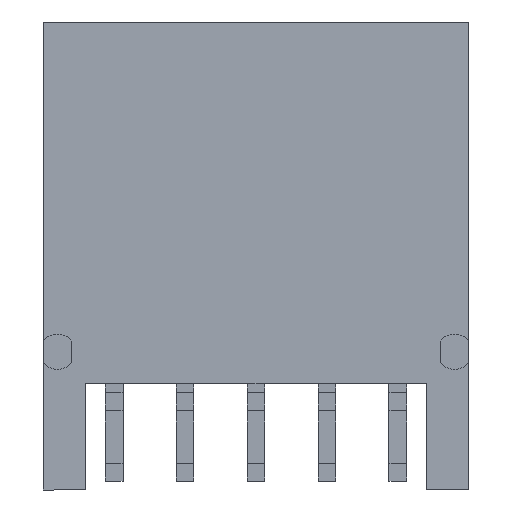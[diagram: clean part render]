
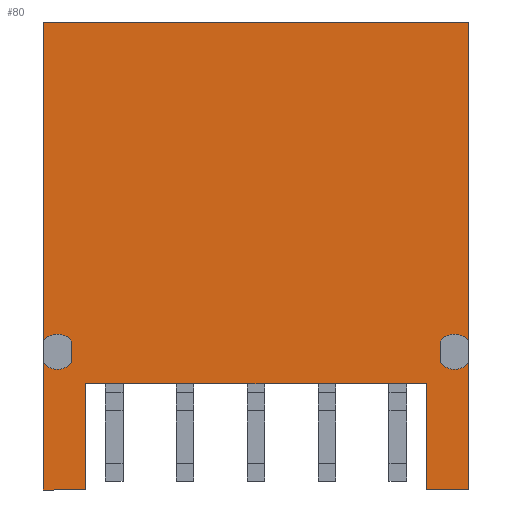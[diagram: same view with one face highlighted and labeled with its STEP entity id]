
A CAD part, front view. The second image highlights one B-rep face of the part: STEP entity #80.
In plain terms, the highlighted planar face has unit normal (0, -1, 0).
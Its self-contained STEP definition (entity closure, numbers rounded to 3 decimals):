
#12 = EDGE_CURVE ( 'NONE', #7511, #7386, #5044, .T. ) ;
#31 = VERTEX_POINT ( 'NONE', #5161 ) ;
#41 = ORIENTED_EDGE ( 'NONE', *, *, #46, .F. ) ;
#42 = ORIENTED_EDGE ( 'NONE', *, *, #7444, .F. ) ;
#43 = VERTEX_POINT ( 'NONE', #5147 ) ;
#46 = EDGE_CURVE ( 'NONE', #43, #7511, #5146, .T. ) ;
#47 = EDGE_CURVE ( 'NONE', #52, #61, #5142, .T. ) ;
#48 = ORIENTED_EDGE ( 'NONE', *, *, #7249, .T. ) ;
#49 = ORIENTED_EDGE ( 'NONE', *, *, #56, .T. ) ;
#50 = EDGE_CURVE ( 'NONE', #52, #7450, #5196, .T. ) ;
#51 = ORIENTED_EDGE ( 'NONE', *, *, #47, .F. ) ;
#52 = VERTEX_POINT ( 'NONE', #5192 ) ;
#54 = ORIENTED_EDGE ( 'NONE', *, *, #50, .T. ) ;
#55 = ORIENTED_EDGE ( 'NONE', *, *, #82, .T. ) ;
#56 = EDGE_CURVE ( 'NONE', #31, #61, #5191, .T. ) ;
#57 = ORIENTED_EDGE ( 'NONE', *, *, #7426, .F. ) ;
#61 = VERTEX_POINT ( 'NONE', #5183 ) ;
#67 = ORIENTED_EDGE ( 'NONE', *, *, #3803, .T. ) ;
#74 = EDGE_LOOP ( 'NONE', ( #67, #55, #48, #49, #51, #54, #57, #87, #88, #89, #7404, #7396, #7273, #7260, #41, #42 ) ) ;
#80 = ADVANCED_FACE ( 'NONE', ( #5275 ), #5261, .T. ) ;
#82 = EDGE_CURVE ( 'NONE', #3929, #7246, #5255, .T. ) ;
#87 = ORIENTED_EDGE ( 'NONE', *, *, #3796, .T. ) ;
#88 = ORIENTED_EDGE ( 'NONE', *, *, #7181, .T. ) ;
#89 = ORIENTED_EDGE ( 'NONE', *, *, #7493, .F. ) ;
#2922 = DIRECTION ( 'NONE',  ( -1., 0., 0. ) ) ;
#2923 = VECTOR ( 'NONE', #2922, 1000. ) ;
#2924 = CARTESIAN_POINT ( 'NONE',  ( 6., 0., 5.1 ) ) ;
#2925 = LINE ( 'NONE', #2924, #2923 ) ;
#2926 = CARTESIAN_POINT ( 'NONE',  ( 6., 0., 5.1 ) ) ;
#2977 = CARTESIAN_POINT ( 'NONE',  ( -6., 0., 5.1 ) ) ;
#3121 = DIRECTION ( 'NONE',  ( 1., 0., 0. ) ) ;
#3122 = VECTOR ( 'NONE', #3121, 1000. ) ;
#3123 = CARTESIAN_POINT ( 'NONE',  ( 6., 0., -8.1 ) ) ;
#3124 = LINE ( 'NONE', #3123, #3122 ) ;
#3129 = CARTESIAN_POINT ( 'NONE',  ( 4.8, 0., -8.1 ) ) ;
#3297 = CARTESIAN_POINT ( 'NONE',  ( -5.2, 0., -4.5 ) ) ;
#3298 = DIRECTION ( 'NONE',  ( 0., 0., -1. ) ) ;
#3299 = VECTOR ( 'NONE', #3298, 1000. ) ;
#3300 = CARTESIAN_POINT ( 'NONE',  ( -5.2, 0., -3.6 ) ) ;
#3301 = LINE ( 'NONE', #3300, #3299 ) ;
#3341 = DIRECTION ( 'NONE',  ( -1., 0., 0. ) ) ;
#3342 = DIRECTION ( 'NONE',  ( 0., 1., 0. ) ) ;
#3343 = AXIS2_PLACEMENT_3D ( 'NONE', #3350, #3342, #3341 ) ;
#3344 = CIRCLE ( 'NONE', #3343, 0.5 ) ;
#3345 = DIRECTION ( 'NONE',  ( -1., 0., 0. ) ) ;
#3346 = DIRECTION ( 'NONE',  ( 0., 1., 0. ) ) ;
#3347 = CARTESIAN_POINT ( 'NONE',  ( -5.6, 0., -4.2 ) ) ;
#3348 = AXIS2_PLACEMENT_3D ( 'NONE', #3347, #3346, #3345 ) ;
#3349 = CIRCLE ( 'NONE', #3348, 0.5 ) ;
#3350 = CARTESIAN_POINT ( 'NONE',  ( -5.6, 0., -4.2 ) ) ;
#3356 = CARTESIAN_POINT ( 'NONE',  ( -5.2, 0., -3.9 ) ) ;
#3359 = CARTESIAN_POINT ( 'NONE',  ( -6., 0., -4.5 ) ) ;
#3445 = CARTESIAN_POINT ( 'NONE',  ( 5.6, 0., -4.2 ) ) ;
#3446 = AXIS2_PLACEMENT_3D ( 'NONE', #3445, #3498, #3497 ) ;
#3447 = CIRCLE ( 'NONE', #3446, 0.5 ) ;
#3476 = CARTESIAN_POINT ( 'NONE',  ( 6., 0., -3.9 ) ) ;
#3497 = DIRECTION ( 'NONE',  ( 1., 0., 0. ) ) ;
#3498 = DIRECTION ( 'NONE',  ( 0., -1., 0. ) ) ;
#3526 = VECTOR ( 'NONE', #3583, 1000. ) ;
#3527 = CARTESIAN_POINT ( 'NONE',  ( -4.8, 0., 2.3 ) ) ;
#3528 = LINE ( 'NONE', #3527, #3526 ) ;
#3572 = CARTESIAN_POINT ( 'NONE',  ( 5.2, 0., -3.9 ) ) ;
#3583 = DIRECTION ( 'NONE',  ( 0., 0., -1. ) ) ;
#3627 = DIRECTION ( 'NONE',  ( 0., 0., 1. ) ) ;
#3628 = VECTOR ( 'NONE', #3627, 1000. ) ;
#3629 = CARTESIAN_POINT ( 'NONE',  ( -6., 0., 5.1 ) ) ;
#3630 = LINE ( 'NONE', #3629, #3628 ) ;
#3638 = CARTESIAN_POINT ( 'NONE',  ( -6., 0., -3.9 ) ) ;
#3646 = CARTESIAN_POINT ( 'NONE',  ( -6., 0., -8.1 ) ) ;
#3796 = EDGE_CURVE ( 'NONE', #7429, #7180, #5782, .T. ) ;
#3803 = EDGE_CURVE ( 'NONE', #3982, #3929, #5771, .T. ) ;
#3929 = VERTEX_POINT ( 'NONE', #6105 ) ;
#3982 = VERTEX_POINT ( 'NONE', #6207 ) ;
#5040 = DIRECTION ( 'NONE',  ( 0., 0., 1. ) ) ;
#5041 = VECTOR ( 'NONE', #5040, 1000. ) ;
#5042 = CARTESIAN_POINT ( 'NONE',  ( -6., 0., 5.1 ) ) ;
#5044 = LINE ( 'NONE', #5042, #5041 ) ;
#5142 = CIRCLE ( 'NONE', #5200, 0.5 ) ;
#5143 = DIRECTION ( 'NONE',  ( -1., 0., 0. ) ) ;
#5144 = VECTOR ( 'NONE', #5143, 1000. ) ;
#5145 = CARTESIAN_POINT ( 'NONE',  ( -6., 0., -8.1 ) ) ;
#5146 = LINE ( 'NONE', #5145, #5144 ) ;
#5147 = CARTESIAN_POINT ( 'NONE',  ( -4.8, 0., -8.1 ) ) ;
#5161 = CARTESIAN_POINT ( 'NONE',  ( 6., 0., -8.1 ) ) ;
#5183 = CARTESIAN_POINT ( 'NONE',  ( 6., 0., -4.5 ) ) ;
#5188 = DIRECTION ( 'NONE',  ( 0., 0., 1. ) ) ;
#5189 = VECTOR ( 'NONE', #5188, 1000. ) ;
#5190 = CARTESIAN_POINT ( 'NONE',  ( 6., 0., 5.1 ) ) ;
#5191 = LINE ( 'NONE', #5190, #5189 ) ;
#5192 = CARTESIAN_POINT ( 'NONE',  ( 5.2, 0., -4.5 ) ) ;
#5193 = DIRECTION ( 'NONE',  ( 0., 0., 1. ) ) ;
#5194 = VECTOR ( 'NONE', #5193, 1000. ) ;
#5195 = CARTESIAN_POINT ( 'NONE',  ( 5.2, 0., -3.6 ) ) ;
#5196 = LINE ( 'NONE', #5195, #5194 ) ;
#5197 = DIRECTION ( 'NONE',  ( 1., 0., 0. ) ) ;
#5198 = DIRECTION ( 'NONE',  ( 0., -1., 0. ) ) ;
#5199 = CARTESIAN_POINT ( 'NONE',  ( 5.6, 0., -4.2 ) ) ;
#5200 = AXIS2_PLACEMENT_3D ( 'NONE', #5199, #5198, #5197 ) ;
#5255 = LINE ( 'NONE', #5308, #5307 ) ;
#5257 = DIRECTION ( 'NONE',  ( 1., 0., 0. ) ) ;
#5258 = DIRECTION ( 'NONE',  ( 0., -1., 0. ) ) ;
#5259 = CARTESIAN_POINT ( 'NONE',  ( 6., 0., 3.3 ) ) ;
#5260 = AXIS2_PLACEMENT_3D ( 'NONE', #5259, #5258, #5257 ) ;
#5261 = PLANE ( 'NONE',  #5260 ) ;
#5275 = FACE_OUTER_BOUND ( 'NONE', #74, .T. ) ;
#5306 = DIRECTION ( 'NONE',  ( 0., 0., -1. ) ) ;
#5307 = VECTOR ( 'NONE', #5306, 1000. ) ;
#5308 = CARTESIAN_POINT ( 'NONE',  ( 4.8, 0., 2.3 ) ) ;
#5768 = DIRECTION ( 'NONE',  ( 1., 0., 0. ) ) ;
#5769 = VECTOR ( 'NONE', #5768, 1000. ) ;
#5770 = CARTESIAN_POINT ( 'NONE',  ( 2.5, 0., -5.1 ) ) ;
#5771 = LINE ( 'NONE', #5770, #5769 ) ;
#5779 = DIRECTION ( 'NONE',  ( 0., 0., 1. ) ) ;
#5780 = VECTOR ( 'NONE', #5779, 1000. ) ;
#5781 = CARTESIAN_POINT ( 'NONE',  ( 6., 0., 5.1 ) ) ;
#5782 = LINE ( 'NONE', #5781, #5780 ) ;
#6105 = CARTESIAN_POINT ( 'NONE',  ( 4.8, 0., -5.1 ) ) ;
#6207 = CARTESIAN_POINT ( 'NONE',  ( -4.8, 0., -5.1 ) ) ;
#7180 = VERTEX_POINT ( 'NONE', #2926 ) ;
#7181 = EDGE_CURVE ( 'NONE', #7180, #7183, #2925, .T. ) ;
#7183 = VERTEX_POINT ( 'NONE', #2977 ) ;
#7246 = VERTEX_POINT ( 'NONE', #3129 ) ;
#7249 = EDGE_CURVE ( 'NONE', #7246, #31, #3124, .T. ) ;
#7260 = ORIENTED_EDGE ( 'NONE', *, *, #12, .F. ) ;
#7273 = ORIENTED_EDGE ( 'NONE', *, *, #7397, .T. ) ;
#7376 = EDGE_CURVE ( 'NONE', #7392, #7380, #3301, .T. ) ;
#7380 = VERTEX_POINT ( 'NONE', #3297 ) ;
#7386 = VERTEX_POINT ( 'NONE', #3359 ) ;
#7392 = VERTEX_POINT ( 'NONE', #3356 ) ;
#7396 = ORIENTED_EDGE ( 'NONE', *, *, #7376, .T. ) ;
#7397 = EDGE_CURVE ( 'NONE', #7380, #7386, #3349, .T. ) ;
#7400 = EDGE_CURVE ( 'NONE', #7488, #7392, #3344, .T. ) ;
#7404 = ORIENTED_EDGE ( 'NONE', *, *, #7400, .T. ) ;
#7426 = EDGE_CURVE ( 'NONE', #7429, #7450, #3447, .T. ) ;
#7429 = VERTEX_POINT ( 'NONE', #3476 ) ;
#7444 = EDGE_CURVE ( 'NONE', #3982, #43, #3528, .T. ) ;
#7450 = VERTEX_POINT ( 'NONE', #3572 ) ;
#7488 = VERTEX_POINT ( 'NONE', #3638 ) ;
#7493 = EDGE_CURVE ( 'NONE', #7488, #7183, #3630, .T. ) ;
#7511 = VERTEX_POINT ( 'NONE', #3646 ) ;
